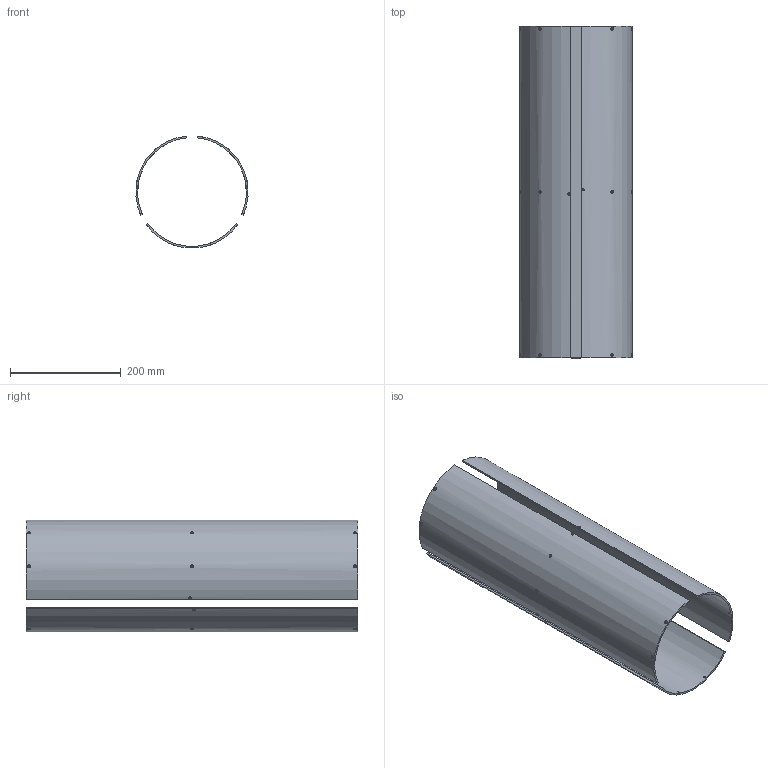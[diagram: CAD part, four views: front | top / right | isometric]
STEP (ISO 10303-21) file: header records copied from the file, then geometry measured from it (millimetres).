
FILE_DESCRIPTION(/* description */ (''),/* implementation_level */ '2;1');
FILE_NAME(/* name */ 'can_open.stp',/* time_stamp */ '2020-10-27T13:12:25-05:00',/* author */ ('dsouthall'),/* organization */ (''),/* preprocessor_version */ 'ST-DEVELOPER v18.1',/* originating_system */ 'Autodesk Inventor 2021',/* authorisation */ '');
FILE_SCHEMA (('AUTOMOTIVE_DESIGN { 1 0 10303 214 3 1 1 }'));
Length unit declared in the file: inch
Products named in the file (1): can
Bounding box: 202.55 x 600 x 202.33 mm (x, y, z)
Volume: 1081797.3 mm3; surface area: 697307.5 mm2
Topology: 3 solids, 3 shells, 66 faces, 228 edges, 168 vertices
Faces by surface type: cylinder 30, cone 24, plane 12
Full cylindrical faces by diameter (mm): 2.438 x6, 3.277 x18
Entity records: 4137 total; most frequent: CARTESIAN_POINT 2119, ORIENTED_EDGE 456, DIRECTION 326, EDGE_CURVE 228, VERTEX_POINT 168, AXIS2_PLACEMENT_3D 127, EDGE_LOOP 114, B_SPLINE_CURVE_WITH_KNOTS 96
